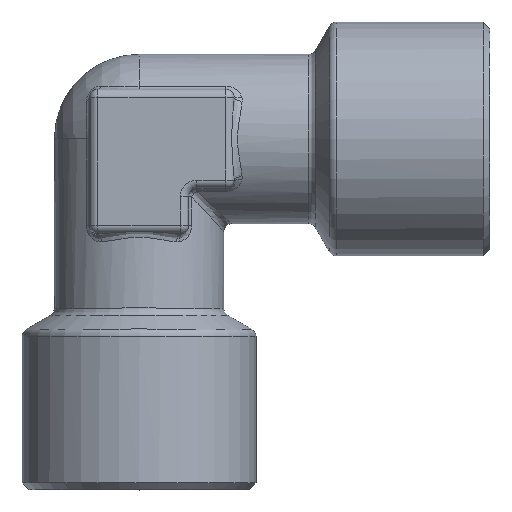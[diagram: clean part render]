
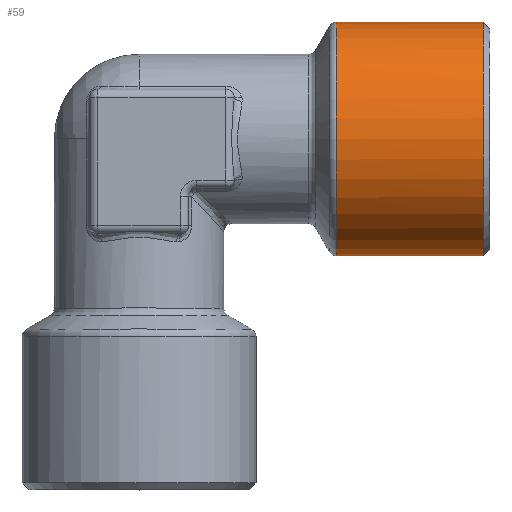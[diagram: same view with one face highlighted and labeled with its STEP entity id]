
A CAD part, top view. The second image highlights one B-rep face of the part: STEP entity #59.
In plain terms, the highlighted cylindrical face has radius 8.5 mm (diameter 17 mm), a partial arc.
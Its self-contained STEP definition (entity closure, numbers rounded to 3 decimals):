
#59=ADVANCED_FACE('',(#207),#208,.T.);
#207=FACE_OUTER_BOUND('',#479,.T.);
#208=CYLINDRICAL_SURFACE('',#480,8.5);
#479=EDGE_LOOP('',(#2066,#2067,#2068,#2069,#2070));
#480=AXIS2_PLACEMENT_3D('',#2071,#2072,#2073);
#2066=ORIENTED_EDGE('',*,*,#2938,.F.);
#2067=ORIENTED_EDGE('',*,*,#2939,.F.);
#2068=ORIENTED_EDGE('',*,*,#2940,.T.);
#2069=ORIENTED_EDGE('',*,*,#2935,.F.);
#2070=ORIENTED_EDGE('',*,*,#2941,.F.);
#2071=CARTESIAN_POINT('',(-1.583,0.0,0.0));
#2072=DIRECTION('',(-1.0,-0.0,0.0));
#2073=DIRECTION('',(0.0,-1.0,0.0));
#2935=EDGE_CURVE('',#3276,#3279,#3280,.T.);
#2938=EDGE_CURVE('',#3284,#3271,#3285,.T.);
#2939=EDGE_CURVE('',#3286,#3284,#3287,.T.);
#2940=EDGE_CURVE('',#3286,#3279,#3288,.T.);
#2941=EDGE_CURVE('',#3271,#3276,#3289,.T.);
#3271=VERTEX_POINT('',#3755);
#3276=VERTEX_POINT('',#3760);
#3279=VERTEX_POINT('',#3763);
#3280=CIRCLE('',#3764,8.5);
#3284=VERTEX_POINT('',#3768);
#3285=LINE('',#3769,#3770);
#3286=VERTEX_POINT('',#3771);
#3287=CIRCLE('',#3772,8.5);
#3288=LINE('',#3773,#3774);
#3289=CIRCLE('',#3775,8.5);
#3755=CARTESIAN_POINT('',(20.496,-8.5,0.0));
#3760=CARTESIAN_POINT('',(20.496,8.5,0.087));
#3763=CARTESIAN_POINT('',(20.496,8.5,0.0));
#3764=AXIS2_PLACEMENT_3D('',#4773,#4774,#4775);
#3768=CARTESIAN_POINT('',(31.15,-8.5,0.0));
#3769=CARTESIAN_POINT('',(31.15,-8.5,0.0));
#3770=VECTOR('',#4782,10.654);
#3771=CARTESIAN_POINT('',(31.15,8.5,0.0));
#3772=AXIS2_PLACEMENT_3D('',#4783,#4784,#4785);
#3773=CARTESIAN_POINT('',(31.15,8.5,0.0));
#3774=VECTOR('',#4786,10.654);
#3775=AXIS2_PLACEMENT_3D('',#4787,#4788,#4789);
#4773=CARTESIAN_POINT('',(20.496,0.0,0.0));
#4774=DIRECTION('',(-1.0,0.0,0.0));
#4775=DIRECTION('',(0.0,-1.0,0.0));
#4782=DIRECTION('',(-1.0,0.0,0.));
#4783=CARTESIAN_POINT('',(31.15,0.0,0.0));
#4784=DIRECTION('',(1.0,0.0,0.0));
#4785=DIRECTION('',(0.0,1.0,0.0));
#4786=DIRECTION('',(-1.0,0.0,0.));
#4787=CARTESIAN_POINT('',(20.496,0.0,0.0));
#4788=DIRECTION('',(-1.0,0.0,0.0));
#4789=DIRECTION('',(0.0,-1.0,0.0));
